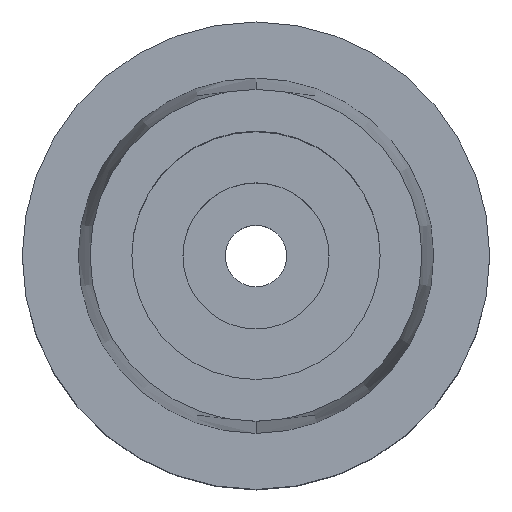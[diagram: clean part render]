
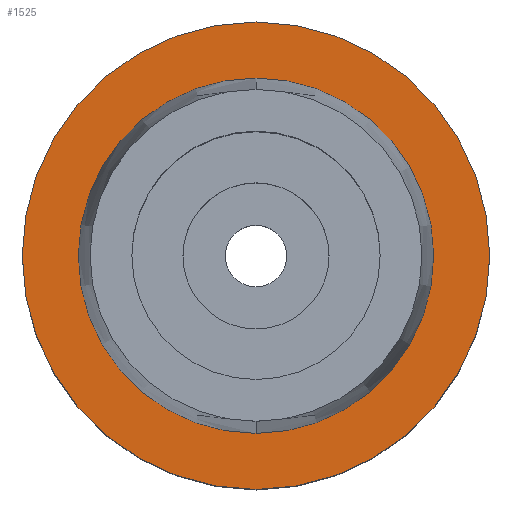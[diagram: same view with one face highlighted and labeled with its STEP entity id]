
A CAD part, top view. The second image highlights one B-rep face of the part: STEP entity #1525.
In plain terms, the highlighted planar face has unit normal (0, 0, 1).
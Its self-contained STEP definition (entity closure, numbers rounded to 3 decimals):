
#103 = AXIS2_PLACEMENT_3D ( 'NONE', #997, #2657, #1375 ) ;
#121 = EDGE_CURVE ( 'NONE', #2251, #509, #2506, .T. ) ;
#198 = CIRCLE ( 'NONE', #1557, 12.16 ) ;
#221 = PLANE ( 'NONE',  #639 ) ;
#271 = CARTESIAN_POINT ( 'NONE',  ( 0., 0., 0. ) ) ;
#342 = CARTESIAN_POINT ( 'NONE',  ( 0., 0., 0. ) ) ;
#361 = ORIENTED_EDGE ( 'NONE', *, *, #885, .F. ) ;
#439 = CARTESIAN_POINT ( 'NONE',  ( 0., -12.16, 0. ) ) ;
#455 = DIRECTION ( 'NONE',  ( 0., 0., 1. ) ) ;
#467 = FACE_BOUND ( 'NONE', #1137, .T. ) ;
#509 = VERTEX_POINT ( 'NONE', #1955 ) ;
#639 = AXIS2_PLACEMENT_3D ( 'NONE', #1082, #455, #2121 ) ;
#708 = ORIENTED_EDGE ( 'NONE', *, *, #1708, .F. ) ;
#719 = EDGE_CURVE ( 'NONE', #509, #2251, #1167, .T. ) ;
#737 = DIRECTION ( 'NONE',  ( 0., 0., 1. ) ) ;
#825 = CIRCLE ( 'NONE', #1702, 12.16 ) ;
#875 = EDGE_LOOP ( 'NONE', ( #1914, #2398 ) ) ;
#885 = EDGE_CURVE ( 'NONE', #1489, #1764, #198, .T. ) ;
#976 = DIRECTION ( 'NONE',  ( 0., 1., 0. ) ) ;
#997 = CARTESIAN_POINT ( 'NONE',  ( 0., 0., 0. ) ) ;
#1082 = CARTESIAN_POINT ( 'NONE',  ( 0., 0., 0. ) ) ;
#1137 = EDGE_LOOP ( 'NONE', ( #708, #361 ) ) ;
#1167 = CIRCLE ( 'NONE', #1382, 16. ) ;
#1268 = FACE_OUTER_BOUND ( 'NONE', #875, .T. ) ;
#1375 = DIRECTION ( 'NONE',  ( 0., -1., 0. ) ) ;
#1382 = AXIS2_PLACEMENT_3D ( 'NONE', #342, #1412, #1862 ) ;
#1412 = DIRECTION ( 'NONE',  ( 0., 0., -1. ) ) ;
#1489 = VERTEX_POINT ( 'NONE', #439 ) ;
#1525 = ADVANCED_FACE ( 'NONE', ( #1268, #467 ), #221, .T. ) ;
#1557 = AXIS2_PLACEMENT_3D ( 'NONE', #271, #737, #1951 ) ;
#1697 = CARTESIAN_POINT ( 'NONE',  ( 0., -16., 0. ) ) ;
#1702 = AXIS2_PLACEMENT_3D ( 'NONE', #1839, #2651, #976 ) ;
#1708 = EDGE_CURVE ( 'NONE', #1764, #1489, #825, .T. ) ;
#1764 = VERTEX_POINT ( 'NONE', #2235 ) ;
#1839 = CARTESIAN_POINT ( 'NONE',  ( 0., 0., 0. ) ) ;
#1862 = DIRECTION ( 'NONE',  ( 0., 1., 0. ) ) ;
#1914 = ORIENTED_EDGE ( 'NONE', *, *, #719, .F. ) ;
#1951 = DIRECTION ( 'NONE',  ( 0., -1., 0. ) ) ;
#1955 = CARTESIAN_POINT ( 'NONE',  ( 0., 16., 0. ) ) ;
#2121 = DIRECTION ( 'NONE',  ( 1., 0., 0. ) ) ;
#2235 = CARTESIAN_POINT ( 'NONE',  ( 0., 12.16, 0. ) ) ;
#2251 = VERTEX_POINT ( 'NONE', #1697 ) ;
#2398 = ORIENTED_EDGE ( 'NONE', *, *, #121, .F. ) ;
#2506 = CIRCLE ( 'NONE', #103, 16. ) ;
#2651 = DIRECTION ( 'NONE',  ( 0., 0., 1. ) ) ;
#2657 = DIRECTION ( 'NONE',  ( 0., 0., -1. ) ) ;
